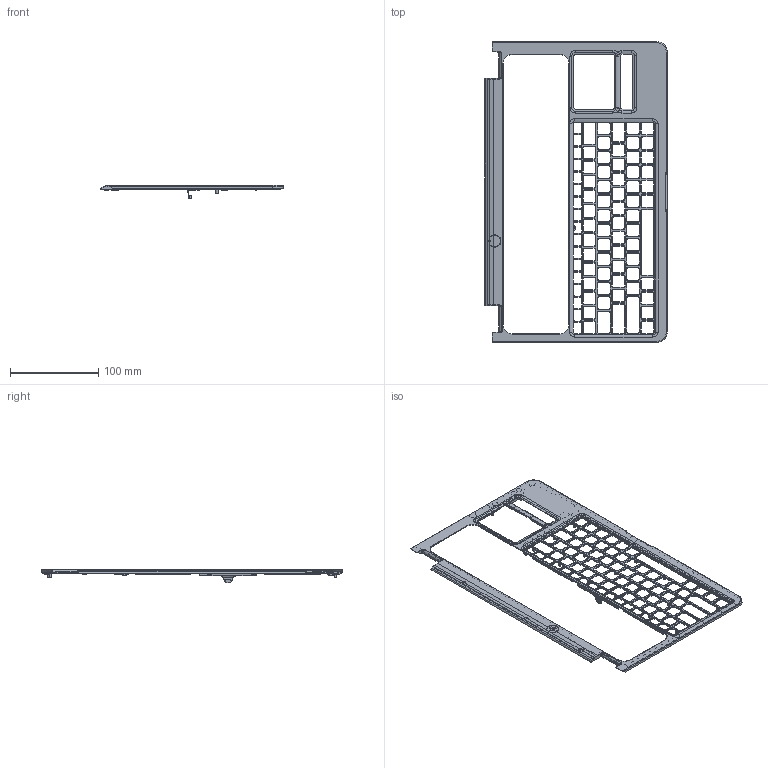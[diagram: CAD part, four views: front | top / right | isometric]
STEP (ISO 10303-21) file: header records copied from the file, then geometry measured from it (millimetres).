
FILE_DESCRIPTION (( 'STEP AP214' ), '1' );
FILE_NAME ('pt1-keyboard-top.STEP', '2020-04-24T18:32:14', ( '' ), ( '' ), 'SwSTEP 2.0', 'SolidWorks 2016', '' );
FILE_SCHEMA (( 'AUTOMOTIVE_DESIGN' ));
Length unit declared in the file: millimetre
Products named in the file (1): pt1-keyboard-top
Bounding box: 206.87 x 341.03 x 15.03 mm (x, y, z)
Volume: 49012.3 mm3; surface area: 80102.4 mm2
Topology: 1 solids, 1 shells, 3585 faces, 9406 edges, 5925 vertices
Faces by surface type: cylinder 1319, plane 1218, bspline 917, torus 72, cone 36, sphere 23
Entity records: 150637 total; most frequent: CARTESIAN_POINT 67346, ORIENTED_EDGE 18784, DIRECTION 15537, EDGE_CURVE 9392, VERTEX_POINT 5924, AXIS2_PLACEMENT_3D 5383, VECTOR 4771, LINE 4771
